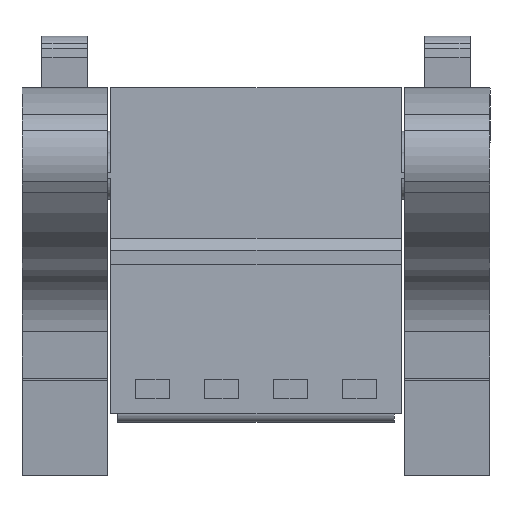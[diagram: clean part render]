
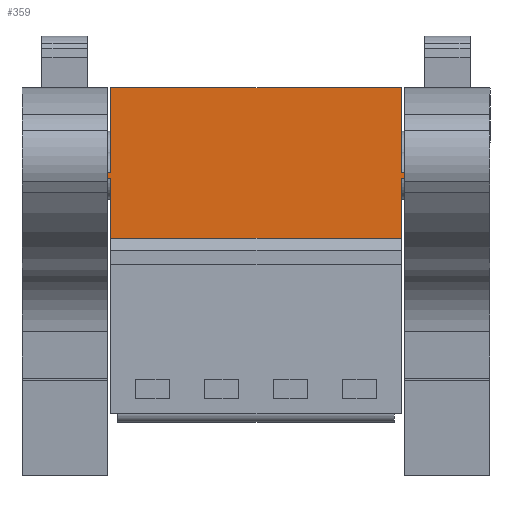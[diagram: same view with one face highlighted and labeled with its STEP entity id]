
A CAD part, front view. The second image highlights one B-rep face of the part: STEP entity #359.
In plain terms, the highlighted planar face has unit normal (0, -1, 0).
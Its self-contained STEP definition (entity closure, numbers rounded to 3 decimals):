
#291=AXIS2_PLACEMENT_3D('Plane Axis2P3D',#288,#289,#290) ;
#40=CARTESIAN_POINT('Vertex',(4.9,3.39,16.39)) ;
#49=CARTESIAN_POINT('Vertex',(4.9,3.39,16.712)) ;
#52=CARTESIAN_POINT('Line Origine',(4.9,3.39,19.057)) ;
#56=CARTESIAN_POINT('Vertex',(4.9,3.39,21.402)) ;
#168=CARTESIAN_POINT('Vertex',(4.9,3.39,13.102)) ;
#171=CARTESIAN_POINT('Line Origine',(4.9,3.39,14.746)) ;
#237=CARTESIAN_POINT('Line Origine',(22.83,3.39,16.39)) ;
#241=CARTESIAN_POINT('Vertex',(1.1,3.39,16.39)) ;
#272=CARTESIAN_POINT('Vertex',(1.1,3.39,16.712)) ;
#275=CARTESIAN_POINT('Line Origine',(22.83,3.39,16.712)) ;
#288=CARTESIAN_POINT('Axis2P3D Location',(20.93,3.39,21.402)) ;
#293=CARTESIAN_POINT('Line Origine',(12.915,3.39,21.402)) ;
#297=CARTESIAN_POINT('Vertex',(20.93,3.39,21.402)) ;
#300=CARTESIAN_POINT('Line Origine',(1.1,3.39,16.551)) ;
#305=CARTESIAN_POINT('Line Origine',(12.915,3.39,13.102)) ;
#309=CARTESIAN_POINT('Vertex',(20.93,3.39,13.102)) ;
#312=CARTESIAN_POINT('Line Origine',(20.93,3.39,14.746)) ;
#316=CARTESIAN_POINT('Vertex',(20.93,3.39,16.39)) ;
#319=CARTESIAN_POINT('Line Origine',(22.83,3.39,16.39)) ;
#323=CARTESIAN_POINT('Vertex',(24.73,3.39,16.39)) ;
#326=CARTESIAN_POINT('Line Origine',(24.73,3.39,16.551)) ;
#330=CARTESIAN_POINT('Vertex',(24.73,3.39,16.712)) ;
#333=CARTESIAN_POINT('Line Origine',(22.83,3.39,16.712)) ;
#337=CARTESIAN_POINT('Vertex',(20.93,3.39,16.712)) ;
#340=CARTESIAN_POINT('Line Origine',(20.93,3.39,19.057)) ;
#53=DIRECTION('Vector Direction',(0.,0.,-1.)) ;
#172=DIRECTION('Vector Direction',(0.,0.,-1.)) ;
#238=DIRECTION('Vector Direction',(1.,0.,0.)) ;
#276=DIRECTION('Vector Direction',(1.,0.,0.)) ;
#289=DIRECTION('Axis2P3D Direction',(0.,1.,0.)) ;
#290=DIRECTION('Axis2P3D XDirection',(0.,0.,-1.)) ;
#294=DIRECTION('Vector Direction',(-1.,0.,0.)) ;
#301=DIRECTION('Vector Direction',(0.,0.,-1.)) ;
#306=DIRECTION('Vector Direction',(-1.,0.,0.)) ;
#313=DIRECTION('Vector Direction',(0.,0.,-1.)) ;
#320=DIRECTION('Vector Direction',(1.,0.,0.)) ;
#327=DIRECTION('Vector Direction',(0.,0.,-1.)) ;
#334=DIRECTION('Vector Direction',(1.,0.,0.)) ;
#341=DIRECTION('Vector Direction',(0.,0.,-1.)) ;
#54=VECTOR('Line Direction',#53,1.) ;
#173=VECTOR('Line Direction',#172,1.) ;
#239=VECTOR('Line Direction',#238,1.) ;
#277=VECTOR('Line Direction',#276,1.) ;
#295=VECTOR('Line Direction',#294,1.) ;
#302=VECTOR('Line Direction',#301,1.) ;
#307=VECTOR('Line Direction',#306,1.) ;
#314=VECTOR('Line Direction',#313,1.) ;
#321=VECTOR('Line Direction',#320,1.) ;
#328=VECTOR('Line Direction',#327,1.) ;
#335=VECTOR('Line Direction',#334,1.) ;
#342=VECTOR('Line Direction',#341,1.) ;
#346=ORIENTED_EDGE('',*,*,#299,.T.) ;
#347=ORIENTED_EDGE('',*,*,#58,.T.) ;
#348=ORIENTED_EDGE('',*,*,#279,.T.) ;
#349=ORIENTED_EDGE('',*,*,#304,.T.) ;
#350=ORIENTED_EDGE('',*,*,#243,.F.) ;
#351=ORIENTED_EDGE('',*,*,#175,.T.) ;
#352=ORIENTED_EDGE('',*,*,#311,.F.) ;
#353=ORIENTED_EDGE('',*,*,#318,.F.) ;
#354=ORIENTED_EDGE('',*,*,#325,.T.) ;
#355=ORIENTED_EDGE('',*,*,#332,.F.) ;
#356=ORIENTED_EDGE('',*,*,#339,.F.) ;
#357=ORIENTED_EDGE('',*,*,#344,.F.) ;
#359=ADVANCED_FACE('HOUSING',(#358),#292,.F.) ;
#58=EDGE_CURVE('',#57,#50,#55,.T.) ;
#175=EDGE_CURVE('',#41,#169,#174,.T.) ;
#243=EDGE_CURVE('',#41,#242,#240,.F.) ;
#279=EDGE_CURVE('',#50,#273,#278,.F.) ;
#299=EDGE_CURVE('',#298,#57,#296,.T.) ;
#304=EDGE_CURVE('',#273,#242,#303,.T.) ;
#311=EDGE_CURVE('',#310,#169,#308,.T.) ;
#318=EDGE_CURVE('',#317,#310,#315,.T.) ;
#325=EDGE_CURVE('',#317,#324,#322,.T.) ;
#332=EDGE_CURVE('',#331,#324,#329,.T.) ;
#339=EDGE_CURVE('',#338,#331,#336,.T.) ;
#344=EDGE_CURVE('',#298,#338,#343,.T.) ;
#345=EDGE_LOOP('',(#346,#347,#348,#349,#350,#351,#352,#353,#354,#355,#356,#357)) ;
#358=FACE_OUTER_BOUND('',#345,.T.) ;
#55=LINE('Line',#52,#54) ;
#174=LINE('Line',#171,#173) ;
#240=LINE('Line',#237,#239) ;
#278=LINE('Line',#275,#277) ;
#296=LINE('Line',#293,#295) ;
#303=LINE('Line',#300,#302) ;
#308=LINE('Line',#305,#307) ;
#315=LINE('Line',#312,#314) ;
#322=LINE('Line',#319,#321) ;
#329=LINE('Line',#326,#328) ;
#336=LINE('Line',#333,#335) ;
#343=LINE('Line',#340,#342) ;
#292=PLANE('',#291) ;
#41=VERTEX_POINT('',#40) ;
#50=VERTEX_POINT('',#49) ;
#57=VERTEX_POINT('',#56) ;
#169=VERTEX_POINT('',#168) ;
#242=VERTEX_POINT('',#241) ;
#273=VERTEX_POINT('',#272) ;
#298=VERTEX_POINT('',#297) ;
#310=VERTEX_POINT('',#309) ;
#317=VERTEX_POINT('',#316) ;
#324=VERTEX_POINT('',#323) ;
#331=VERTEX_POINT('',#330) ;
#338=VERTEX_POINT('',#337) ;
